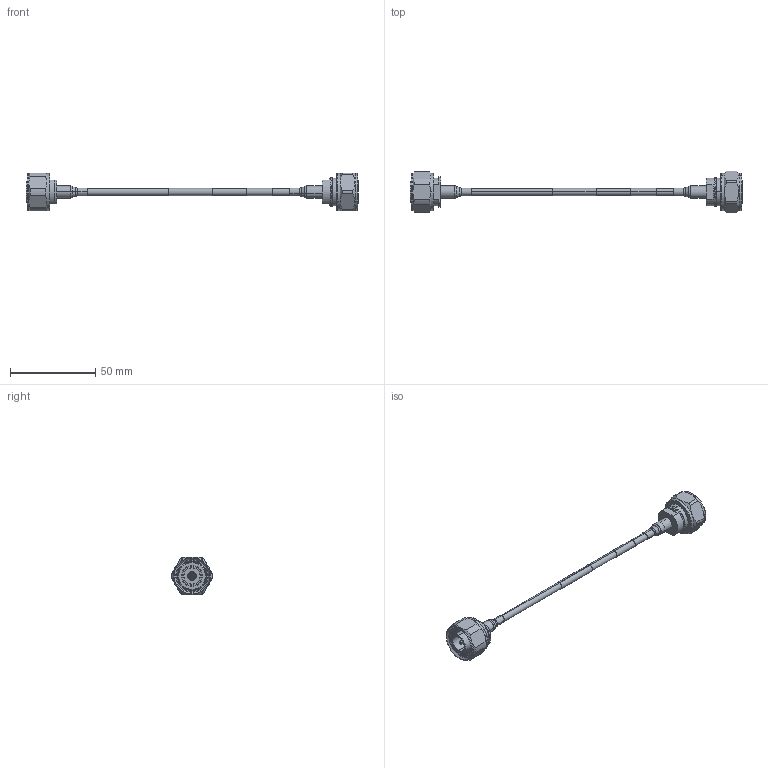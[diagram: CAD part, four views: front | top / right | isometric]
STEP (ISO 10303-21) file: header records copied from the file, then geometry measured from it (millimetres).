
FILE_DESCRIPTION (( 'STEP AP214' ), '1' );
FILE_NAME ('FMCA2465_3D.step', '2024-07-18T18:16:17', ( '' ), ( '' ), 'SwSTEP 2.0', 'SolidWorks 2022', '' );
FILE_SCHEMA (( 'AUTOMOTIVE_DESIGN' ));
Length unit declared in the file: inch
Products named in the file (5): Copy of TC-402-4195M-LP-PE^FMCA2465; Copy of TC-402-4310M-LP-PE^FMCA2465_no parts; Copy of TFT-402-MA1^FMCA2465; FMCA2465_3D; Copy of TFT-402-LF^FMCA2465_LABEL PE+FM
Assembly tree (5 placements, depth 2):
  FMCA2465_3D
    Copy of TFT-402-LF^FMCA2465_LABEL PE+FM
    Copy of TC-402-4195M-LP-PE^FMCA2465
    Copy of TFT-402-MA1^FMCA2465  x2
    Copy of TC-402-4310M-LP-PE^FMCA2465_no parts
Bounding box: 194.75 x 24.49 x 22 mm (x, y, z)
Volume: 11817.4 mm3; surface area: 13449.7 mm2
Topology: 10 solids, 10 shells, 409 faces, 855 edges, 498 vertices
Faces by surface type: cylinder 139, cone 132, plane 76, torus 62
Entity records: 11551 total; most frequent: CARTESIAN_POINT 2624, DIRECTION 2020, ORIENTED_EDGE 1622, AXIS2_PLACEMENT_3D 862, EDGE_CURVE 811, VERTEX_POINT 474, CIRCLE 467, EDGE_LOOP 429
